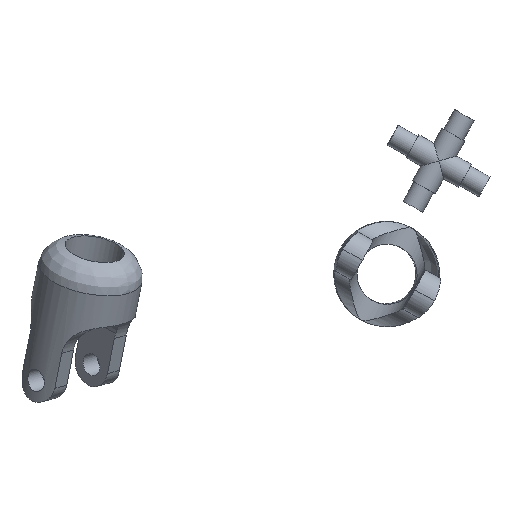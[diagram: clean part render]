
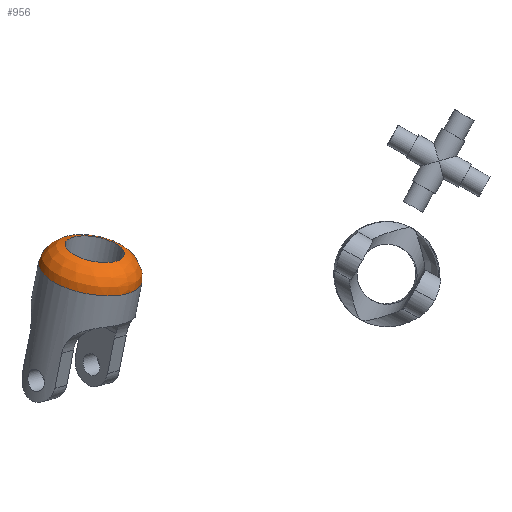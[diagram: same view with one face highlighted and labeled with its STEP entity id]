
A CAD part, top view. The second image highlights one B-rep face of the part: STEP entity #956.
In plain terms, the highlighted free-form (B-spline) face has degree [2, 2] with [3, 9] control points.
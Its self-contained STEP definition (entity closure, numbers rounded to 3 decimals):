
#278=FACE_OUTER_BOUND('',#340,.T.);
#340=EDGE_LOOP('',(#769,#770,#771,#772,#773));
#399=CIRCLE('',#1058,7.);
#400=CIRCLE('',#1059,3.5);
#401=CIRCLE('',#1060,4.);
#402=CIRCLE('',#1061,4.);
#462=VERTEX_POINT('',#1786);
#463=VERTEX_POINT('',#1788);
#464=VERTEX_POINT('',#1790);
#571=EDGE_CURVE('',#462,#462,#399,.T.);
#572=EDGE_CURVE('',#462,#463,#400,.T.);
#573=EDGE_CURVE('',#464,#463,#401,.T.);
#574=EDGE_CURVE('',#463,#464,#402,.T.);
#769=ORIENTED_EDGE('',*,*,#571,.T.);
#770=ORIENTED_EDGE('',*,*,#572,.T.);
#771=ORIENTED_EDGE('',*,*,#573,.F.);
#772=ORIENTED_EDGE('',*,*,#574,.F.);
#773=ORIENTED_EDGE('',*,*,#572,.F.);
#934=(
BOUNDED_SURFACE()
B_SPLINE_SURFACE(2,2,((#1759,#1760,#1761,#1762,#1763,#1764,#1765,#1766,
#1767),(#1768,#1769,#1770,#1771,#1772,#1773,#1774,#1775,#1776),(#1777,#1778,
#1779,#1780,#1781,#1782,#1783,#1784,#1785)),.UNSPECIFIED.,.F.,.T.,.F.)
B_SPLINE_SURFACE_WITH_KNOTS((3,3),(3,2,2,2,3),(-1.427,0.),(-3.142,
-1.571,0.,1.571,3.142),.UNSPECIFIED.)
GEOMETRIC_REPRESENTATION_ITEM()
RATIONAL_B_SPLINE_SURFACE(((1.,0.707,1.,0.707,1.,
0.707,1.,0.707,1.),(0.756,0.535,
0.756,0.535,0.756,0.535,
0.756,0.535,0.756),(1.,0.707,
1.,0.707,1.,0.707,1.,0.707,1.)))
REPRESENTATION_ITEM('')
SURFACE()
);
#956=ADVANCED_FACE('',(#278),#934,.T.);
#1058=AXIS2_PLACEMENT_3D('',#1787,#1232,#1233);
#1059=AXIS2_PLACEMENT_3D('',#1789,#1234,#1235);
#1060=AXIS2_PLACEMENT_3D('',#1791,#1236,#1237);
#1061=AXIS2_PLACEMENT_3D('',#1792,#1238,#1239);
#1232=DIRECTION('center_axis',(-1.,0.,0.));
#1233=DIRECTION('ref_axis',(0.,0.,-1.));
#1234=DIRECTION('center_axis',(0.,-1.,0.));
#1235=DIRECTION('ref_axis',(0.,0.,1.));
#1236=DIRECTION('center_axis',(-1.,0.,0.));
#1237=DIRECTION('ref_axis',(0.,0.,1.));
#1238=DIRECTION('center_axis',(-1.,0.,0.));
#1239=DIRECTION('ref_axis',(0.,0.,1.));
#1759=CARTESIAN_POINT('Ctrl Pts',(0.,0.,4.));
#1760=CARTESIAN_POINT('Ctrl Pts',(0.,4.,4.));
#1761=CARTESIAN_POINT('Ctrl Pts',(0.,4.,0.));
#1762=CARTESIAN_POINT('Ctrl Pts',(0.,4.,-4.));
#1763=CARTESIAN_POINT('Ctrl Pts',(0.,0.,-4.));
#1764=CARTESIAN_POINT('Ctrl Pts',(0.,-4.,-4.));
#1765=CARTESIAN_POINT('Ctrl Pts',(0.,-4.,0.));
#1766=CARTESIAN_POINT('Ctrl Pts',(0.,-4.,4.));
#1767=CARTESIAN_POINT('Ctrl Pts',(0.,0.,4.));
#1768=CARTESIAN_POINT('Ctrl Pts',(0.433,0.,
7.));
#1769=CARTESIAN_POINT('Ctrl Pts',(0.433,7.,7.));
#1770=CARTESIAN_POINT('Ctrl Pts',(0.433,7.,0.));
#1771=CARTESIAN_POINT('Ctrl Pts',(0.433,7.,-7.));
#1772=CARTESIAN_POINT('Ctrl Pts',(0.433,0.,
-7.));
#1773=CARTESIAN_POINT('Ctrl Pts',(0.433,-7.,-7.));
#1774=CARTESIAN_POINT('Ctrl Pts',(0.433,-7.,0.));
#1775=CARTESIAN_POINT('Ctrl Pts',(0.433,-7.,7.));
#1776=CARTESIAN_POINT('Ctrl Pts',(0.433,0.,
7.));
#1777=CARTESIAN_POINT('Ctrl Pts',(3.464,0.,
7.));
#1778=CARTESIAN_POINT('Ctrl Pts',(3.464,7.,7.));
#1779=CARTESIAN_POINT('Ctrl Pts',(3.464,7.,0.));
#1780=CARTESIAN_POINT('Ctrl Pts',(3.464,7.,-7.));
#1781=CARTESIAN_POINT('Ctrl Pts',(3.464,0.,
-7.));
#1782=CARTESIAN_POINT('Ctrl Pts',(3.464,-7.,-7.));
#1783=CARTESIAN_POINT('Ctrl Pts',(3.464,-7.,0.));
#1784=CARTESIAN_POINT('Ctrl Pts',(3.464,-7.,7.));
#1785=CARTESIAN_POINT('Ctrl Pts',(3.464,0.,
7.));
#1786=CARTESIAN_POINT('',(3.464,0.,7.));
#1787=CARTESIAN_POINT('Origin',(3.464,0.,0.));
#1788=CARTESIAN_POINT('',(0.,0.,4.));
#1789=CARTESIAN_POINT('Origin',(3.464,0.,3.5));
#1790=CARTESIAN_POINT('',(0.,4.,0.));
#1791=CARTESIAN_POINT('Origin',(0.,0.,0.));
#1792=CARTESIAN_POINT('Origin',(0.,0.,0.));
